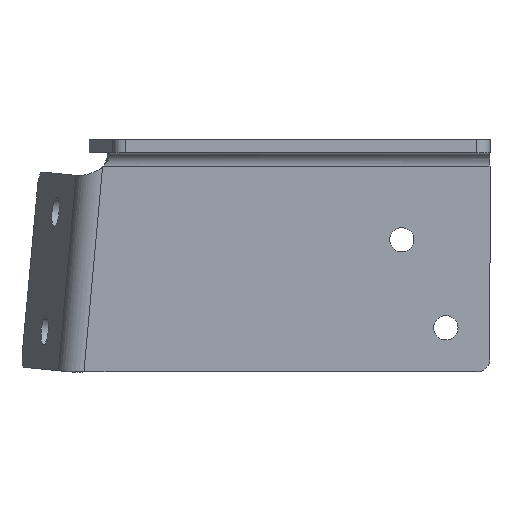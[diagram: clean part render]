
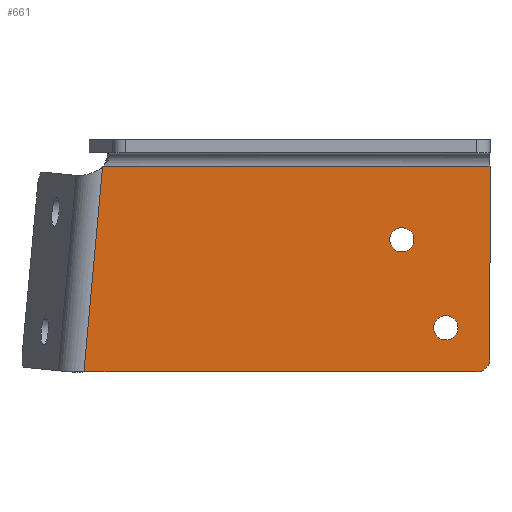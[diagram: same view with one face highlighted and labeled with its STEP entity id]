
A CAD part, front view. The second image highlights one B-rep face of the part: STEP entity #661.
In plain terms, the highlighted planar face has unit normal (0, -1, 0).
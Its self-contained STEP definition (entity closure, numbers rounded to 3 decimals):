
#33=FACE_BOUND('',#115,.T.);
#34=FACE_BOUND('',#116,.T.);
#44=PLANE('',#736);
#75=FACE_OUTER_BOUND('',#114,.T.);
#114=EDGE_LOOP('',(#523,#524,#525,#526,#527,#528));
#115=EDGE_LOOP('',(#529));
#116=EDGE_LOOP('',(#530));
#147=LINE('',#984,#202);
#172=LINE('',#1527,#227);
#175=LINE('',#1536,#230);
#176=LINE('',#1537,#231);
#202=VECTOR('',#821,10.);
#227=VECTOR('',#870,10.);
#230=VECTOR('',#879,10.);
#231=VECTOR('',#880,10.);
#249=CIRCLE('',#713,5.5);
#251=CIRCLE('',#716,5.5);
#254=CIRCLE('',#720,6.);
#260=CIRCLE('',#735,12.);
#280=VERTEX_POINT('',#962);
#282=VERTEX_POINT('',#968);
#286=VERTEX_POINT('',#977);
#287=VERTEX_POINT('',#979);
#288=VERTEX_POINT('',#983);
#312=VERTEX_POINT('',#1508);
#314=VERTEX_POINT('',#1529);
#316=VERTEX_POINT('',#1535);
#342=EDGE_CURVE('',#280,#280,#249,.T.);
#345=EDGE_CURVE('',#282,#282,#251,.T.);
#350=EDGE_CURVE('',#287,#286,#254,.T.);
#352=EDGE_CURVE('',#287,#288,#147,.T.);
#390=EDGE_CURVE('',#288,#312,#172,.T.);
#391=EDGE_CURVE('',#312,#314,#260,.T.);
#394=EDGE_CURVE('',#316,#286,#175,.T.);
#395=EDGE_CURVE('',#314,#316,#176,.T.);
#523=ORIENTED_EDGE('',*,*,#350,.T.);
#524=ORIENTED_EDGE('',*,*,#394,.F.);
#525=ORIENTED_EDGE('',*,*,#395,.F.);
#526=ORIENTED_EDGE('',*,*,#391,.F.);
#527=ORIENTED_EDGE('',*,*,#390,.F.);
#528=ORIENTED_EDGE('',*,*,#352,.F.);
#529=ORIENTED_EDGE('',*,*,#342,.F.);
#530=ORIENTED_EDGE('',*,*,#345,.F.);
#661=ADVANCED_FACE('',(#75,#33,#34),#44,.F.);
#713=AXIS2_PLACEMENT_3D('',#963,#799,#800);
#716=AXIS2_PLACEMENT_3D('',#969,#806,#807);
#720=AXIS2_PLACEMENT_3D('',#980,#816,#817);
#735=AXIS2_PLACEMENT_3D('',#1530,#873,#874);
#736=AXIS2_PLACEMENT_3D('',#1534,#877,#878);
#799=DIRECTION('center_axis',(0.,-1.,0.));
#800=DIRECTION('ref_axis',(1.,0.,0.));
#806=DIRECTION('center_axis',(0.,-1.,0.));
#807=DIRECTION('ref_axis',(1.,0.,0.));
#816=DIRECTION('center_axis',(0.,-1.,0.));
#817=DIRECTION('ref_axis',(0.707,0.,-0.707));
#821=DIRECTION('',(-1.,0.,0.));
#870=DIRECTION('',(0.091,0.,0.996));
#873=DIRECTION('center_axis',(0.,-1.,0.));
#874=DIRECTION('ref_axis',(-0.242,0.,-0.97));
#877=DIRECTION('center_axis',(0.,1.,0.));
#878=DIRECTION('ref_axis',(1.,0.,0.));
#879=DIRECTION('',(0.,0.,-1.));
#880=DIRECTION('',(1.,0.,0.));
#962=CARTESIAN_POINT('',(-25.5,99.414,-79.414));
#963=CARTESIAN_POINT('Origin',(-20.,99.414,-79.414));
#968=CARTESIAN_POINT('',(-45.5,99.414,-39.414));
#969=CARTESIAN_POINT('Origin',(-40.,99.414,-39.414));
#977=CARTESIAN_POINT('',(0.,99.414,-93.414));
#979=CARTESIAN_POINT('',(-6.,99.414,-99.414));
#980=CARTESIAN_POINT('Origin',(-6.,99.414,-93.414));
#983=CARTESIAN_POINT('',(-184.246,99.414,-99.414));
#984=CARTESIAN_POINT('',(0.,99.414,-99.414));
#1508=CARTESIAN_POINT('',(-175.78,99.414,-6.382));
#1527=CARTESIAN_POINT('',(-175.728,99.414,-5.822));
#1529=CARTESIAN_POINT('',(-175.457,99.414,-6.));
#1530=CARTESIAN_POINT('Origin',(-184.795,99.414,1.537));
#1534=CARTESIAN_POINT('Origin',(-119.54,99.414,-10.37));
#1535=CARTESIAN_POINT('',(0.,99.414,-6.));
#1536=CARTESIAN_POINT('',(0.,99.414,100.986));
#1537=CARTESIAN_POINT('',(-59.77,99.414,-6.));
